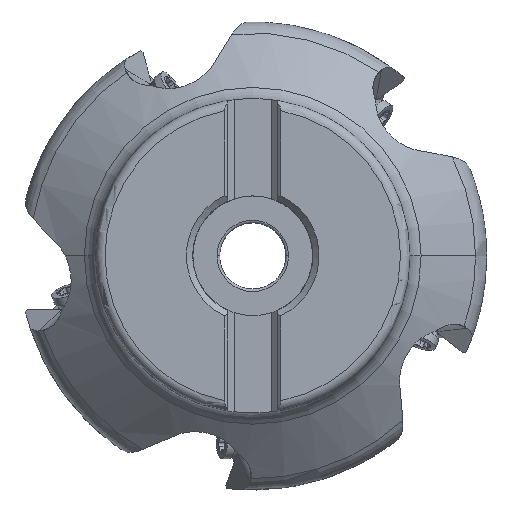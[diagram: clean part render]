
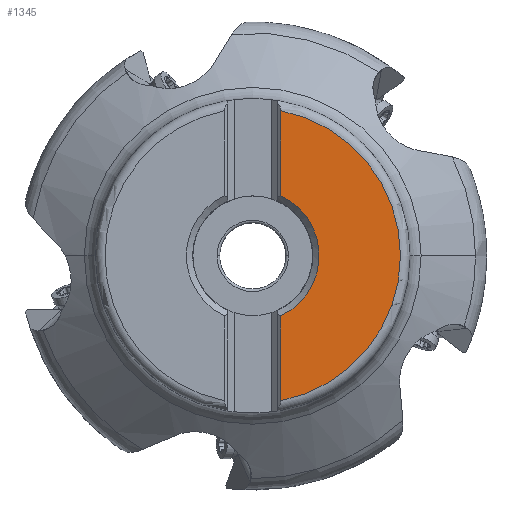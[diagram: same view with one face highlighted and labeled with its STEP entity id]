
A CAD part, top view. The second image highlights one B-rep face of the part: STEP entity #1345.
In plain terms, the highlighted planar face has unit normal (0, 0, 1).
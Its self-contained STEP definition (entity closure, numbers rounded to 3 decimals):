
#1345=ADVANCED_FACE('',(#2463),#2037,.T.);
#2037=PLANE('',#15489);
#2463=FACE_OUTER_BOUND('',#3234,.T.);
#3234=EDGE_LOOP('',(#7636,#7637,#7638,#7639,#7640));
#4074=CIRCLE('',#15481,23.5);
#4075=CIRCLE('',#15482,23.5);
#4078=CIRCLE('',#15487,10.56);
#4850=LINE('',#24046,#5739);
#4851=LINE('',#24067,#5740);
#5739=VECTOR('',#17857,1.);
#5740=VECTOR('',#17868,1.);
#7636=ORIENTED_EDGE('',*,*,#12913,.F.);
#7637=ORIENTED_EDGE('',*,*,#12914,.F.);
#7638=ORIENTED_EDGE('',*,*,#12905,.F.);
#7639=ORIENTED_EDGE('',*,*,#12904,.F.);
#7640=ORIENTED_EDGE('',*,*,#12908,.T.);
#11280=VERTEX_POINT('',#23995);
#11281=VERTEX_POINT('',#23996);
#11282=VERTEX_POINT('',#23998);
#11283=VERTEX_POINT('',#24047);
#11285=VERTEX_POINT('',#24064);
#12904=EDGE_CURVE('',#11280,#11281,#4074,.T.);
#12905=EDGE_CURVE('',#11281,#11282,#4075,.T.);
#12908=EDGE_CURVE('',#11280,#11283,#4850,.T.);
#12913=EDGE_CURVE('',#11285,#11283,#4078,.T.);
#12914=EDGE_CURVE('',#11282,#11285,#4851,.T.);
#15481=AXIS2_PLACEMENT_3D('',#23994,#17851,#17852);
#15482=AXIS2_PLACEMENT_3D('',#23997,#17853,#17854);
#15487=AXIS2_PLACEMENT_3D('',#24065,#17864,#17865);
#15489=AXIS2_PLACEMENT_3D('',#24068,#17869,#17870);
#17851=DIRECTION('',(0.,0.,-1.));
#17852=DIRECTION('',(0.19,0.982,0.));
#17853=DIRECTION('',(0.,0.,-1.));
#17854=DIRECTION('',(1.,0.,0.));
#17857=DIRECTION('',(0.,-1.,0.));
#17864=DIRECTION('',(0.,0.,1.));
#17865=DIRECTION('',(0.423,-0.906,0.));
#17868=DIRECTION('',(0.,1.,0.));
#17869=DIRECTION('',(0.,0.,1.));
#17870=DIRECTION('',(1.,0.,0.));
#23994=CARTESIAN_POINT('',(0.,0.,0.));
#23995=CARTESIAN_POINT('',(4.47,23.071,0.));
#23996=CARTESIAN_POINT('',(23.5,0.,0.));
#23997=CARTESIAN_POINT('',(0.,0.,0.));
#23998=CARTESIAN_POINT('',(4.47,-23.071,0.));
#24046=CARTESIAN_POINT('',(4.47,23.071,0.));
#24047=CARTESIAN_POINT('',(4.47,9.567,0.));
#24064=CARTESIAN_POINT('',(4.47,-9.567,0.));
#24065=CARTESIAN_POINT('',(0.,0.,0.));
#24067=CARTESIAN_POINT('',(4.47,-23.071,0.));
#24068=CARTESIAN_POINT('',(13.985,0.,0.));
